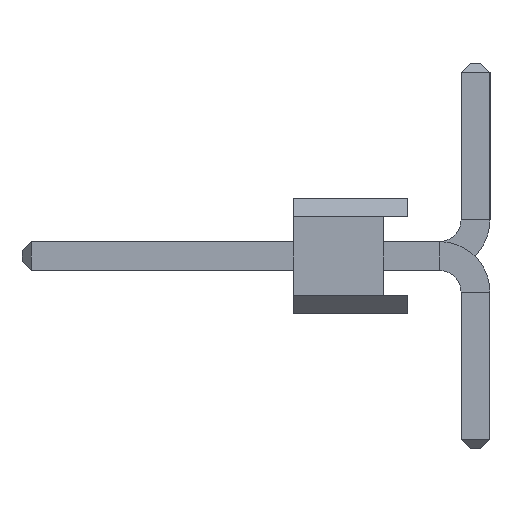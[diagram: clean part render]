
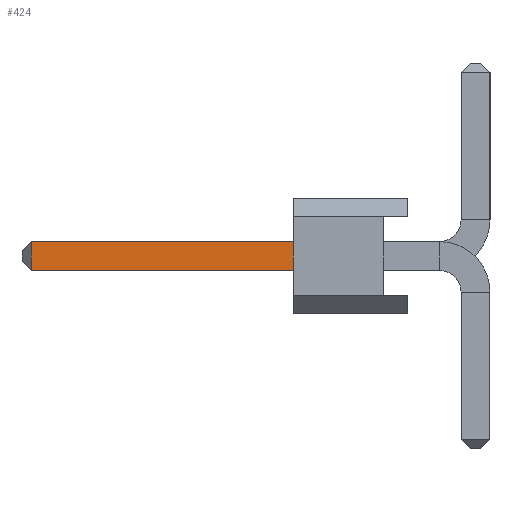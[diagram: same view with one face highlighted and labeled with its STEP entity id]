
A CAD part, left-side view. The second image highlights one B-rep face of the part: STEP entity #424.
In plain terms, the highlighted planar face has unit normal (-1, 0, 0).
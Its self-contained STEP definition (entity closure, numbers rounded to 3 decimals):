
#78 = CARTESIAN_POINT ( 'NONE',  ( -0.32, 8.34, 0.32 ) ) ;
#84 = ORIENTED_EDGE ( 'NONE', *, *, #1516, .T. ) ;
#96 = PLANE ( 'NONE',  #340 ) ;
#120 = VECTOR ( 'NONE', #1191, 1000. ) ;
#126 = ORIENTED_EDGE ( 'NONE', *, *, #960, .F. ) ;
#223 = DIRECTION ( 'NONE',  ( 0., 0., -1. ) ) ;
#340 = AXIS2_PLACEMENT_3D ( 'NONE', #1111, #394, #971 ) ;
#394 = DIRECTION ( 'NONE',  ( -1., 0., 0. ) ) ;
#424 = ADVANCED_FACE ( 'NONE', ( #1860 ), #96, .T. ) ;
#437 = CARTESIAN_POINT ( 'NONE',  ( -0.32, 2.54, 0. ) ) ;
#448 = VERTEX_POINT ( 'NONE', #674 ) ;
#461 = DIRECTION ( 'NONE',  ( 0., 1., 0. ) ) ;
#496 = ORIENTED_EDGE ( 'NONE', *, *, #1874, .F. ) ;
#603 = VECTOR ( 'NONE', #223, 1000. ) ;
#617 = CARTESIAN_POINT ( 'NONE',  ( -0.32, 8.34, -0.32 ) ) ;
#672 = EDGE_CURVE ( 'NONE', #749, #1864, #1785, .T. ) ;
#674 = CARTESIAN_POINT ( 'NONE',  ( -0.32, 2.54, 0.32 ) ) ;
#749 = VERTEX_POINT ( 'NONE', #78 ) ;
#754 = EDGE_LOOP ( 'NONE', ( #84, #1700, #496, #126 ) ) ;
#788 = CARTESIAN_POINT ( 'NONE',  ( -0.32, 2.54, -0.32 ) ) ;
#911 = CARTESIAN_POINT ( 'NONE',  ( -0.32, -0.7, -0.32 ) ) ;
#960 = EDGE_CURVE ( 'NONE', #448, #1084, #1689, .T. ) ;
#971 = DIRECTION ( 'NONE',  ( 0., 0., 1. ) ) ;
#1054 = CARTESIAN_POINT ( 'NONE',  ( -0.32, -0.7, 0.32 ) ) ;
#1084 = VERTEX_POINT ( 'NONE', #788 ) ;
#1091 = CARTESIAN_POINT ( 'NONE',  ( -0.32, 8.34, -0.32 ) ) ;
#1111 = CARTESIAN_POINT ( 'NONE',  ( -0.32, -0.7, -0.32 ) ) ;
#1191 = DIRECTION ( 'NONE',  ( 0., 1., 0. ) ) ;
#1248 = LINE ( 'NONE', #1054, #120 ) ;
#1516 = EDGE_CURVE ( 'NONE', #448, #749, #1248, .T. ) ;
#1577 = DIRECTION ( 'NONE',  ( 0., 0., -1. ) ) ;
#1599 = VECTOR ( 'NONE', #1577, 1000. ) ;
#1646 = LINE ( 'NONE', #911, #1813 ) ;
#1689 = LINE ( 'NONE', #437, #1599 ) ;
#1700 = ORIENTED_EDGE ( 'NONE', *, *, #672, .T. ) ;
#1785 = LINE ( 'NONE', #1091, #603 ) ;
#1813 = VECTOR ( 'NONE', #461, 1000. ) ;
#1860 = FACE_OUTER_BOUND ( 'NONE', #754, .T. ) ;
#1864 = VERTEX_POINT ( 'NONE', #617 ) ;
#1874 = EDGE_CURVE ( 'NONE', #1084, #1864, #1646, .T. ) ;
